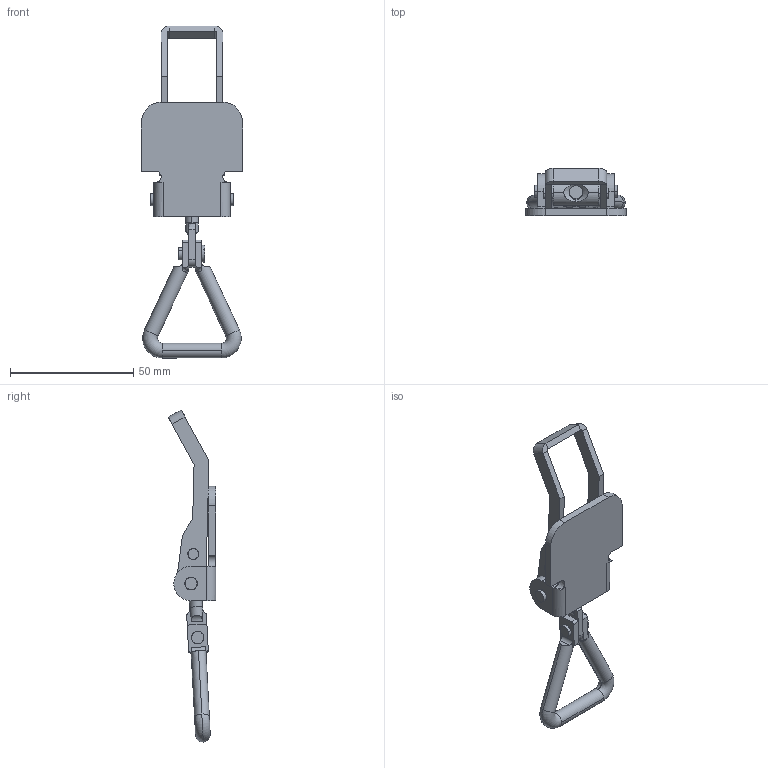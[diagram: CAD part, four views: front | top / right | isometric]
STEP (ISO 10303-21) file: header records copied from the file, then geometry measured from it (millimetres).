
FILE_DESCRIPTION (( 'STEP AP214' ), '1' );
FILE_NAME ('D12221 - 122 G1 ZP Hinged.STEP', '2017-02-16T12:55:46', ( '' ), ( '' ), 'SwSTEP 2.0', 'SolidWorks 2015', '' );
FILE_SCHEMA (( 'AUTOMOTIVE_DESIGN' ));
Length unit declared in the file: millimetre
Products named in the file (8): bygel; platta; D12221 - 122 G1 ZP Hinged; rulle; skruv; ringnit; ring; nit
Assembly tree (8 placements, depth 2):
  D12221 - 122 G1 ZP Hinged
    platta
    bygel
    nit  x2
    ring
    ringnit
    skruv
    rulle
Bounding box: 41 x 19.23 x 134.76 mm (x, y, z)
Volume: 15117.9 mm3; surface area: 13175.7 mm2
Topology: 8 solids, 8 shells, 180 faces, 434 edges, 274 vertices
Faces by surface type: plane 78, cylinder 74, bspline 16, torus 8, cone 4
Entity records: 6330 total; most frequent: CARTESIAN_POINT 1978, ORIENTED_EDGE 844, DIRECTION 842, EDGE_CURVE 422, AXIS2_PLACEMENT_3D 320, VERTEX_POINT 266, VECTOR 202, LINE 202
